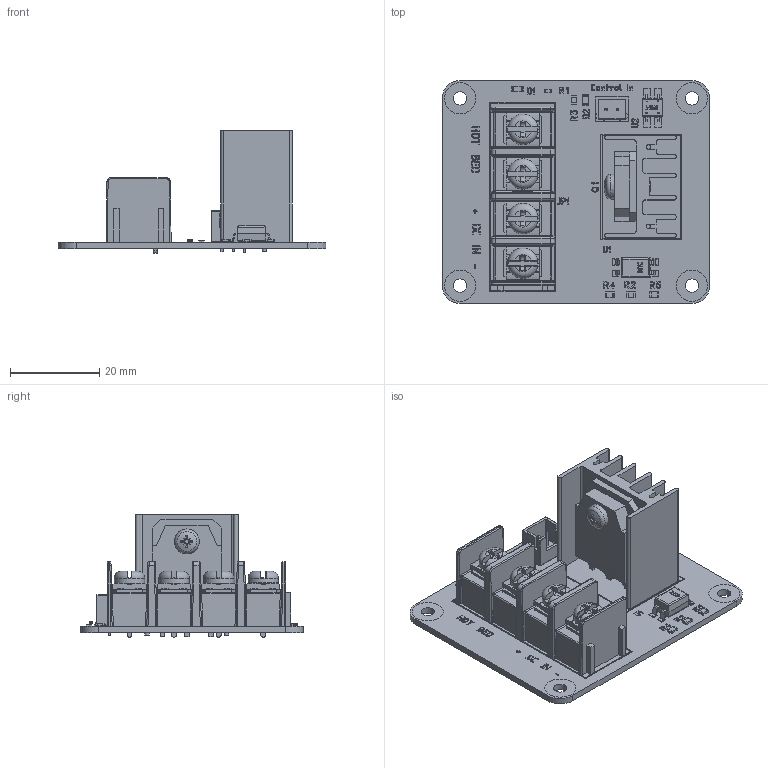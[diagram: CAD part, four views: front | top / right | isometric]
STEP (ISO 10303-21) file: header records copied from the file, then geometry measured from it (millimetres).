
FILE_DESCRIPTION(/* description */ (''),/* implementation_level */ '2;1');
FILE_NAME(/* name */ 'BIQU-3D0109.stp',/* time_stamp */ '2017-03-24T14:33:10-05:00',/* author */ ('DiequaCAD'),/* organization */ (''),/* preprocessor_version */ 'ST-DEVELOPER v16.5',/* originating_system */ 'Autodesk Inventor 2017',/* authorisation */ '');
FILE_SCHEMA (('AUTOMOTIVE_DESIGN { 1 0 10303 214 3 1 1 }'));
Products named in the file (12): BIQU-3D0109; BIQU-3D0109 Board; KF1000; SOIC-4 (Fairchild); RES0603; RES0805 ipt; Surface Mount Chip LED 3.2x1.6mm 2; Part41; 817C; HA210N06; BIQU-3D0109 WhiteConnector; ISO 7045 - M3 x 8 - 4.8 - Z
Assembly tree (15 placements, depth 2):
  BIQU-3D0109
    BIQU-3D0109 Board
    KF1000
    SOIC-4 (Fairchild)
    RES0603
    Surface Mount Chip LED 3.2x1.6mm 2  x2
    RES0805 ipt  x4
    Part41
    817C
    HA210N06
    BIQU-3D0109 WhiteConnector
    ISO 7045 - M3 x 8 - 4.8 - Z
Bounding box: 60 x 50 x 27.5 mm (x, y, z)
Volume: 15797.6 mm3; surface area: 18269.9 mm2
Topology: 36 solids, 121 shells, 2364 faces, 6148 edges, 3968 vertices
Faces by surface type: plane 1449, bspline 467, cylinder 377, cone 28, torus 26, sphere 17
Full cylindrical faces by diameter (mm): 0.08 x2, 1 x2, 2.459 x9, 2.729 x1, 3 x9, 3.2 x1, 3.4 x4, 6.8 x4
Entity records: 73003 total; most frequent: CARTESIAN_POINT 21344, ORIENTED_EDGE 11035, DIRECTION 8766, EDGE_CURVE 5483, LINE 3854, VECTOR 3854, VERTEX_POINT 3583, AXIS2_PLACEMENT_3D 2456
